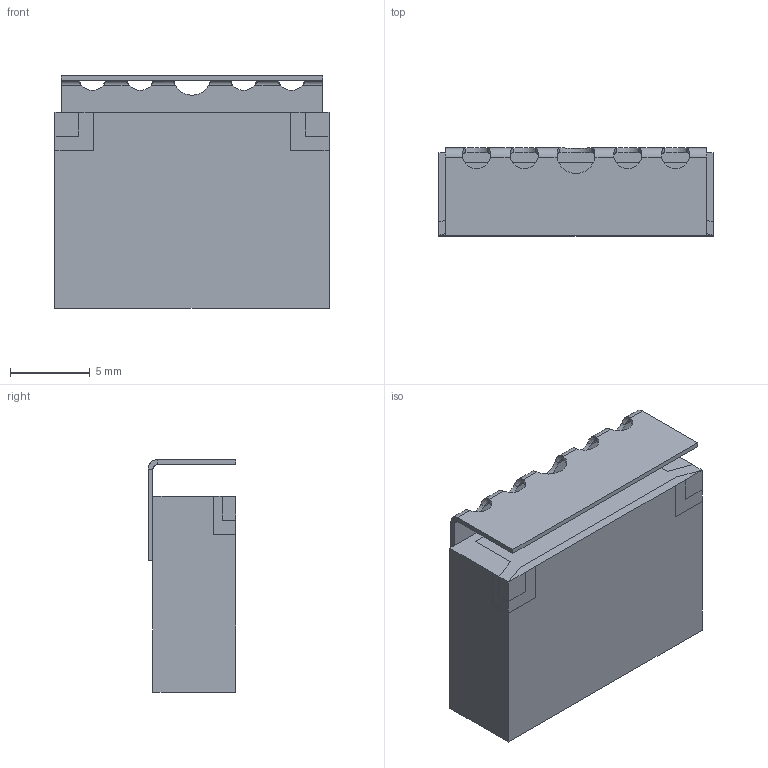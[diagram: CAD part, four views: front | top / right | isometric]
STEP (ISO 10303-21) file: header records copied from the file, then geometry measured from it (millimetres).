
FILE_DESCRIPTION(('STEP AP203'), '1');
FILE_NAME('ÍØÁÀ.434834.009-10.01_Ôèëüòð ÔÊÏ1-209-10-0,85-30', '', ('UNSPECIFIED'), ('UNSPECIFIED'), 'ASCON STEP Converter 1.6', 'ASCON Math Kernel', '');
FILE_SCHEMA(('CONFIG_CONTROL_DESIGN'));
Length unit declared in the file: millimetre
Products named in the file (1): НШБА.434834.009-10.01_Фильтр ФКП1-209-10-0,85-30
Bounding box: 17.2 x 5.5 x 14.6 mm (x, y, z)
Volume: 1151.7 mm3; surface area: 967.3 mm2
Topology: 1 solids, 1 shells, 373 faces, 995 edges, 646 vertices
Faces by surface type: plane 222, bspline 123, cylinder 28
Entity records: 27889 total; most frequent: CARTESIAN_POINT 16611, ORIENTED_EDGE 1990, DIRECTION 1180, EDGE_CURVE 995, VERTEX_POINT 646, LINE 606, VECTOR 606, FACE_BOUND 405
